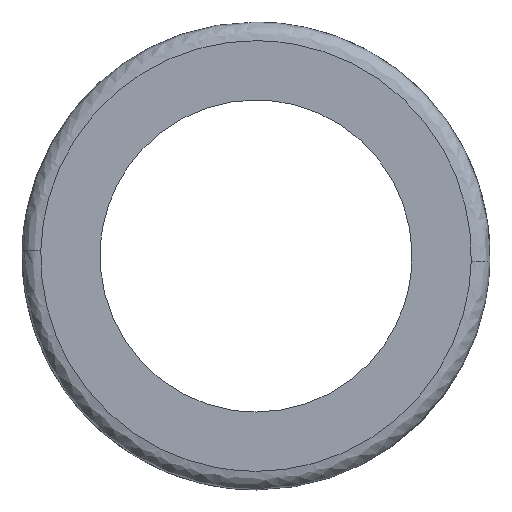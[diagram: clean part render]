
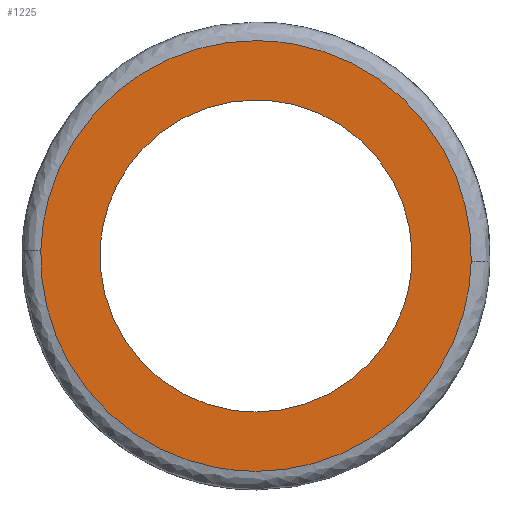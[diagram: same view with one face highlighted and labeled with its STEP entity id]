
A CAD part, front view. The second image highlights one B-rep face of the part: STEP entity #1225.
In plain terms, the highlighted free-form (B-spline) face has degree [1, 1] with [2, 2] control points.
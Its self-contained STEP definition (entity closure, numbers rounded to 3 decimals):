
#703=CARTESIAN_POINT('',(9.93,0.,-1.18));
#704=VERTEX_POINT('',#703);
#710=CARTESIAN_POINT('',(0.0,0.,10.0));
#711=VERTEX_POINT('',#710);
#712=CARTESIAN_POINT('',(9.93,0.,-1.18));
#713=CARTESIAN_POINT('',(10.,0.,-0.592));
#714=CARTESIAN_POINT('',(10.0,0.,0.));
#715=CARTESIAN_POINT('',(10.,0.,10.));
#716=CARTESIAN_POINT('',(0.0,0.,10.0));
#724=(BOUNDED_CURVE()B_SPLINE_CURVE(2,(#712,#713,#714,#715,#716),.UNSPECIFIED.,.F.,.U.)B_SPLINE_CURVE_WITH_KNOTS((3,2,3),(0.23,0.25,0.5),.UNSPECIFIED.)CURVE()GEOMETRIC_REPRESENTATION_ITEM()RATIONAL_B_SPLINE_CURVE((0.956,0.976,1.0,0.707,1.0))REPRESENTATION_ITEM(''));
#725=EDGE_CURVE('',#704,#711,#724,.T.);
#727=CARTESIAN_POINT('',(-9.981,0.,0.61));
#728=VERTEX_POINT('',#727);
#729=CARTESIAN_POINT('',(0.0,0.,10.0));
#730=CARTESIAN_POINT('',(-9.407,0.,10.0));
#731=CARTESIAN_POINT('',(-9.981,0.,0.61));
#739=(BOUNDED_CURVE()B_SPLINE_CURVE(2,(#729,#730,#731),.UNSPECIFIED.,.F.,.U.)B_SPLINE_CURVE_WITH_KNOTS((3,3),(0.5,0.739),.UNSPECIFIED.)CURVE()GEOMETRIC_REPRESENTATION_ITEM()RATIONAL_B_SPLINE_CURVE((1.0,0.72,0.976))REPRESENTATION_ITEM(''));
#740=EDGE_CURVE('',#711,#728,#739,.T.);
#814=CARTESIAN_POINT('',(0.0,0.,-10.0));
#815=VERTEX_POINT('',#814);
#816=CARTESIAN_POINT('',(-9.981,0.,0.61));
#817=CARTESIAN_POINT('',(-10.0,0.,0.306));
#818=CARTESIAN_POINT('',(-10.0,0.,0.));
#819=CARTESIAN_POINT('',(-10.,0.,-10.));
#820=CARTESIAN_POINT('',(0.0,0.,-10.0));
#828=(BOUNDED_CURVE()B_SPLINE_CURVE(2,(#816,#817,#818,#819,#820),.UNSPECIFIED.,.F.,.U.)B_SPLINE_CURVE_WITH_KNOTS((3,2,3),(0.739,0.75,1.0),.UNSPECIFIED.)CURVE()GEOMETRIC_REPRESENTATION_ITEM()RATIONAL_B_SPLINE_CURVE((0.976,0.988,1.0,0.707,1.0))REPRESENTATION_ITEM(''));
#829=EDGE_CURVE('',#728,#815,#828,.T.);
#831=CARTESIAN_POINT('',(0.0,0.,-10.0));
#832=CARTESIAN_POINT('',(8.882,0.,-10.));
#833=CARTESIAN_POINT('',(9.93,0.,-1.18));
#841=(BOUNDED_CURVE()B_SPLINE_CURVE(2,(#831,#832,#833),.UNSPECIFIED.,.F.,.U.)B_SPLINE_CURVE_WITH_KNOTS((3,3),(0.0,0.23),.UNSPECIFIED.)CURVE()GEOMETRIC_REPRESENTATION_ITEM()RATIONAL_B_SPLINE_CURVE((1.0,0.731,0.956))REPRESENTATION_ITEM(''));
#842=EDGE_CURVE('',#815,#704,#841,.T.);
#1030=CARTESIAN_POINT('',(13.796,0.,-0.347));
#1031=VERTEX_POINT('',#1030);
#1045=CARTESIAN_POINT('',(0.0,0.,-13.8));
#1046=VERTEX_POINT('',#1045);
#1047=CARTESIAN_POINT('',(0.0,0.,-13.8));
#1048=CARTESIAN_POINT('',(13.457,0.,-13.8));
#1049=CARTESIAN_POINT('',(13.796,0.,-0.347));
#1057=(BOUNDED_CURVE()B_SPLINE_CURVE(2,(#1047,#1048,#1049),.UNSPECIFIED.,.F.,.U.)B_SPLINE_CURVE_WITH_KNOTS((3,3),(0.0,0.246),.UNSPECIFIED.)CURVE()GEOMETRIC_REPRESENTATION_ITEM()RATIONAL_B_SPLINE_CURVE((1.0,0.712,0.99))REPRESENTATION_ITEM(''));
#1058=EDGE_CURVE('',#1046,#1031,#1057,.T.);
#1060=CARTESIAN_POINT('',(-13.796,0.,0.347));
#1061=VERTEX_POINT('',#1060);
#1062=CARTESIAN_POINT('',(-13.796,0.,0.347));
#1063=CARTESIAN_POINT('',(-13.8,0.,0.173));
#1064=CARTESIAN_POINT('',(-13.8,0.,0.));
#1065=CARTESIAN_POINT('',(-13.8,0.,-13.8));
#1066=CARTESIAN_POINT('',(0.0,0.,-13.8));
#1074=(BOUNDED_CURVE()B_SPLINE_CURVE(2,(#1062,#1063,#1064,#1065,#1066),.UNSPECIFIED.,.F.,.U.)B_SPLINE_CURVE_WITH_KNOTS((3,2,3),(0.746,0.75,1.0),.UNSPECIFIED.)CURVE()GEOMETRIC_REPRESENTATION_ITEM()RATIONAL_B_SPLINE_CURVE((0.99,0.995,1.0,0.707,1.0))REPRESENTATION_ITEM(''));
#1075=EDGE_CURVE('',#1061,#1046,#1074,.T.);
#1119=CARTESIAN_POINT('',(0.0,0.,13.8));
#1120=VERTEX_POINT('',#1119);
#1121=CARTESIAN_POINT('',(0.0,0.,13.8));
#1122=CARTESIAN_POINT('',(-13.457,0.,13.8));
#1123=CARTESIAN_POINT('',(-13.796,0.,0.347));
#1131=(BOUNDED_CURVE()B_SPLINE_CURVE(2,(#1121,#1122,#1123),.UNSPECIFIED.,.F.,.U.)B_SPLINE_CURVE_WITH_KNOTS((3,3),(0.5,0.746),.UNSPECIFIED.)CURVE()GEOMETRIC_REPRESENTATION_ITEM()RATIONAL_B_SPLINE_CURVE((1.0,0.712,0.99))REPRESENTATION_ITEM(''));
#1132=EDGE_CURVE('',#1120,#1061,#1131,.T.);
#1134=CARTESIAN_POINT('',(13.796,0.,-0.347));
#1135=CARTESIAN_POINT('',(13.8,0.,-0.173));
#1136=CARTESIAN_POINT('',(13.8,0.,0.));
#1137=CARTESIAN_POINT('',(13.8,0.,13.8));
#1138=CARTESIAN_POINT('',(0.0,0.,13.8));
#1146=(BOUNDED_CURVE()B_SPLINE_CURVE(2,(#1134,#1135,#1136,#1137,#1138),.UNSPECIFIED.,.F.,.U.)B_SPLINE_CURVE_WITH_KNOTS((3,2,3),(0.246,0.25,0.5),.UNSPECIFIED.)CURVE()GEOMETRIC_REPRESENTATION_ITEM()RATIONAL_B_SPLINE_CURVE((0.99,0.995,1.0,0.707,1.0))REPRESENTATION_ITEM(''));
#1147=EDGE_CURVE('',#1031,#1120,#1146,.T.);
#1208=CARTESIAN_POINT('',(-15.174,0.,-15.179));
#1209=CARTESIAN_POINT('',(-15.174,0.,15.179));
#1210=CARTESIAN_POINT('',(15.174,0.,-15.179));
#1211=CARTESIAN_POINT('',(15.174,0.,15.179));
#1212=B_SPLINE_SURFACE_WITH_KNOTS('',1,1,((#1208,#1210),(#1209,#1211)),.UNSPECIFIED.,.F.,.F.,.U.,(2,2),(2,2),(0.0,30.357),(0.0,30.348),.UNSPECIFIED.);
#1213=ORIENTED_EDGE('',*,*,#1058,.T.);
#1214=ORIENTED_EDGE('',*,*,#1147,.T.);
#1215=ORIENTED_EDGE('',*,*,#1132,.T.);
#1216=ORIENTED_EDGE('',*,*,#1075,.T.);
#1217=EDGE_LOOP('',(#1213,#1214,#1215,#1216));
#1218=FACE_OUTER_BOUND('',#1217,.T.);
#1219=ORIENTED_EDGE('',*,*,#740,.F.);
#1220=ORIENTED_EDGE('',*,*,#725,.F.);
#1221=ORIENTED_EDGE('',*,*,#842,.F.);
#1222=ORIENTED_EDGE('',*,*,#829,.F.);
#1223=EDGE_LOOP('',(#1219,#1220,#1221,#1222));
#1224=FACE_BOUND('',#1223,.T.);
#1225=ADVANCED_FACE('',(#1218,#1224),#1212,.F.);
